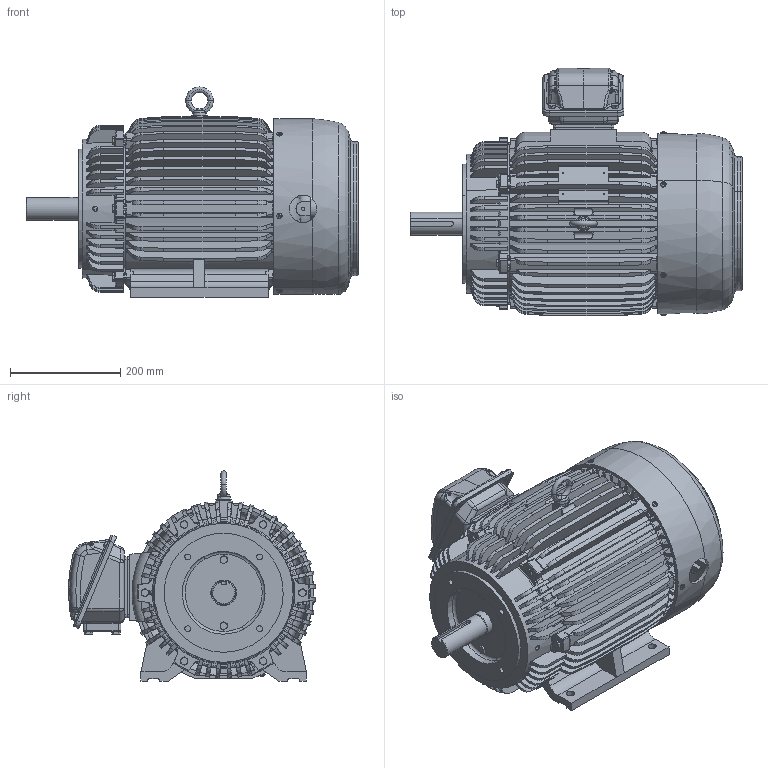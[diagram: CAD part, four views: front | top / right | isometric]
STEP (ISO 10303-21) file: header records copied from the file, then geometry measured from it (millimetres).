
FILE_DESCRIPTION(('CATIA V5 STEP Exchange'),'2;1');
FILE_NAME('254T-HV-CF_AllCATPart.stp','2012-08-29T10:05:30+00:00',('none'),('none'),'CATIA Version 5 Release 19 SP 9 (IN-10)','CATIA V5 STEP AP203','none');
FILE_SCHEMA(('CONFIG_CONTROL_DESIGN'));
Products named in the file (1): 254T-HV-CF_AllCATPart
Bounding box: 602.1 x 448.43 x 381 mm (x, y, z)
Volume: 10231316 mm3; surface area: 2533551.1 mm2
Topology: 44 solids, 44 shells, 3485 faces, 9498 edges, 6150 vertices
Faces by surface type: plane 1241, cylinder 918, torus 692, cone 466, bspline 122, sphere 42, extrusion 4
Entity records: 119442 total; most frequent: CARTESIAN_POINT 43932, ORIENTED_EDGE 18912, DIRECTION 10119, EDGE_CURVE 9456, VERTEX_POINT 6150, AXIS2_PLACEMENT_3D 5251, EDGE_LOOP 3774, CIRCLE 3550
